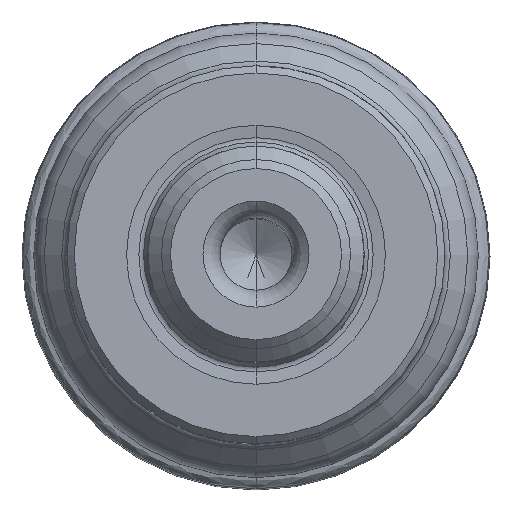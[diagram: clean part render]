
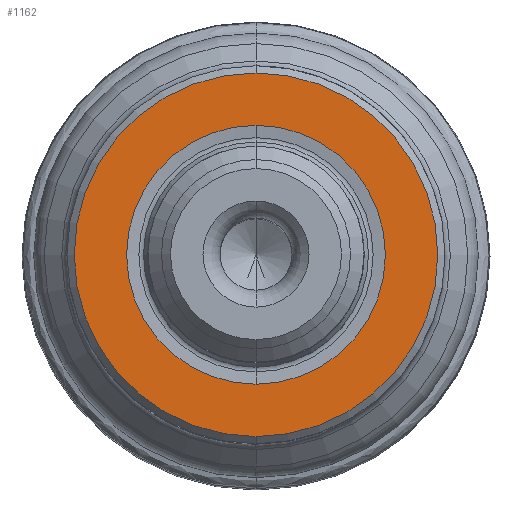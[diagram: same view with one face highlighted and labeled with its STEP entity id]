
A CAD part, top view. The second image highlights one B-rep face of the part: STEP entity #1162.
In plain terms, the highlighted face is planar.
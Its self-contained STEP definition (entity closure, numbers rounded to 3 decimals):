
#263=CARTESIAN_POINT('',(0.,0.,0.));
#264=DIRECTION('',(0.,0.,1.));
#265=DIRECTION('',(0.,1.,0.));
#266=AXIS2_PLACEMENT_3D('',#263,#264,#265);
#271=CARTESIAN_POINT('',(0.,0.,0.));
#272=DIRECTION('',(0.,0.,-1.));
#273=DIRECTION('',(0.,1.,0.));
#274=AXIS2_PLACEMENT_3D('',#271,#272,#273);
#279=CARTESIAN_POINT('',(0.,0.,0.));
#280=DIRECTION('',(0.,0.,-1.));
#281=DIRECTION('',(0.,1.,0.));
#282=AXIS2_PLACEMENT_3D('',#279,#280,#281);
#287=CARTESIAN_POINT('',(0.,0.,0.));
#288=DIRECTION('',(0.,0.,1.));
#289=DIRECTION('',(0.,1.,0.));
#290=AXIS2_PLACEMENT_3D('',#287,#288,#289);
#861=CARTESIAN_POINT('',(0.,7.19,0.));
#862=VERTEX_POINT('',#861);
#863=CARTESIAN_POINT('',(0.,10.1,0.));
#865=VERTEX_POINT('',#863);
#895=CARTESIAN_POINT('',(0.,-7.19,0.));
#896=VERTEX_POINT('',#895);
#897=CARTESIAN_POINT('',(0.,-10.1,0.));
#899=VERTEX_POINT('',#897);
#1147=CARTESIAN_POINT('',(0.,0.,0.));
#1148=DIRECTION('',(0.,0.,-1.));
#1149=DIRECTION('',(0.,-1.,0.));
#1150=AXIS2_PLACEMENT_3D('',#1147,#1148,#1149);
#1151=PLANE('',#1150);
#1152=ORIENTED_EDGE('',*,*,#1129,.T.);
#1153=ORIENTED_EDGE('',*,*,#1140,.F.);
#1154=EDGE_LOOP('',(#1152,#1153));
#1155=FACE_OUTER_BOUND('',#1154,.F.);
#1157=ORIENTED_EDGE('',*,*,#1156,.T.);
#1159=ORIENTED_EDGE('',*,*,#1158,.F.);
#1160=EDGE_LOOP('',(#1157,#1159));
#1161=FACE_BOUND('',#1160,.F.);
#1162=ADVANCED_FACE('',(#1155,#1161),#1151,.T.);
#267=CIRCLE('',#266,10.1);
#275=CIRCLE('',#274,10.1);
#283=CIRCLE('',#282,7.19);
#291=CIRCLE('',#290,7.19);
#1129=EDGE_CURVE('',#865,#899,#267,.T.);
#1140=EDGE_CURVE('',#865,#899,#275,.T.);
#1156=EDGE_CURVE('',#862,#896,#283,.T.);
#1158=EDGE_CURVE('',#862,#896,#291,.T.);
